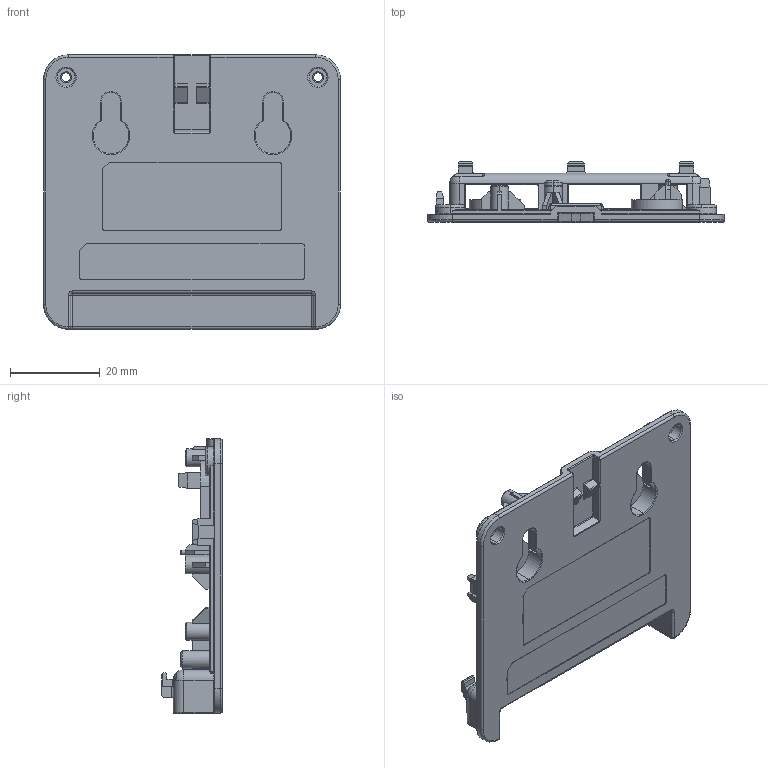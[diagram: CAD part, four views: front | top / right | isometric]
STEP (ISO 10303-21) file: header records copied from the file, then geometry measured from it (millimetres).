
FILE_DESCRIPTION (( 'STEP AP214' ), '1' );
FILE_NAME ('ESP32-S3-BOX-V2_20211214.STEP', '2021-12-14T13:30:14', ( '' ), ( '' ), 'SwSTEP 2.0', 'SolidWorks 2019', '' );
FILE_SCHEMA (( 'AUTOMOTIVE_DESIGN' ));
Length unit declared in the file: millimetre
Products named in the file (1): ESP32-S3-BOX-V2_20211214
Bounding box: 66 x 13.5 x 61 mm (x, y, z)
Volume: 8899.2 mm3; surface area: 12903 mm2
Topology: 1 solids, 1 shells, 1338 faces, 3576 edges, 2286 vertices
Faces by surface type: plane 997, cylinder 213, torus 66, cone 27, sphere 21, bspline 14
Entity records: 41347 total; most frequent: CARTESIAN_POINT 8022, ORIENTED_EDGE 7118, DIRECTION 6638, EDGE_CURVE 3559, LINE 2810, VECTOR 2810, VERTEX_POINT 2286, AXIS2_PLACEMENT_3D 1914
